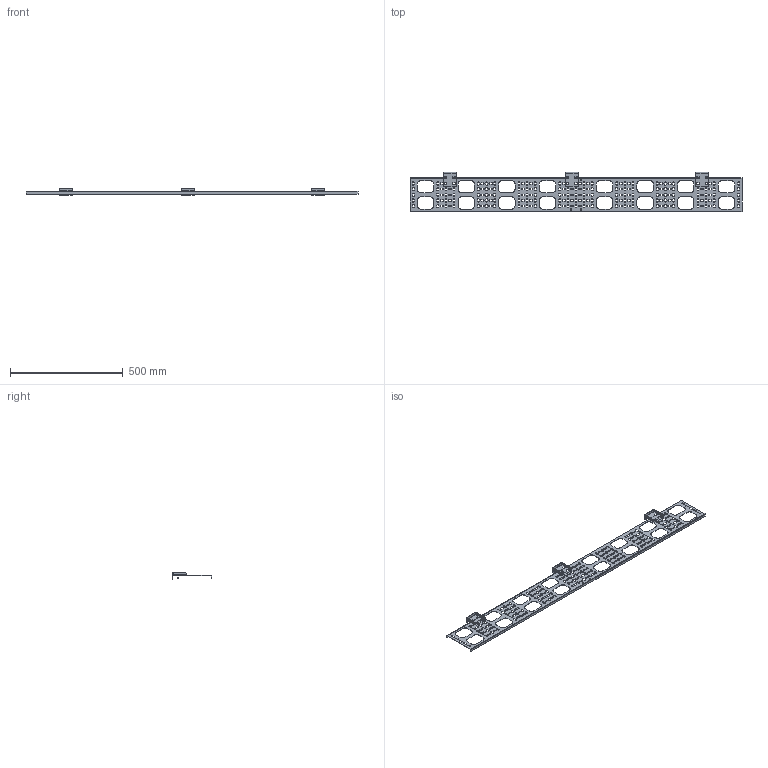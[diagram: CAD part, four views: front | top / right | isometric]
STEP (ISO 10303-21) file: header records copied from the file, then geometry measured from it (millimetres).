
FILE_DESCRIPTION (( 'STEP AP214' ), '1' );
FILE_NAME ('CO05-15033-R_.STEP', '2022-10-13T16:04:27', ( '' ), ( '' ), 'SwSTEP 2.0', 'SolidWorks 2022', '' );
FILE_SCHEMA (( 'AUTOMOTIVE_DESIGN' ));
Length unit declared in the file: millimetre
Products named in the file (3): АГИЕ 278.06.102 Кронштейн органайзера_Черный; CO05-15033-R_; АГИЕ 278.06.201 Органайзер вертикальный 150_-00 33U черная
Assembly tree (4 placements, depth 2):
  CO05-15033-R_
    АГИЕ 278.06.201 Органайзер вертикальный 150_-00 33U черная
    АГИЕ 278.06.102 Кронштейн органайзера_Черный  x3
Bounding box: 1469.65 x 175 x 30 mm (x, y, z)
Volume: 230405.2 mm3; surface area: 403808 mm2
Topology: 4 solids, 4 shells, 1268 faces, 3668 edges, 2408 vertices
Faces by surface type: plane 660, cylinder 608
Entity records: 38914 total; most frequent: DIRECTION 6754, CARTESIAN_POINT 6659, ORIENTED_EDGE 6648, EDGE_CURVE 3324, AXIS2_PLACEMENT_3D 2295, VERTEX_POINT 2200, VECTOR 2164, LINE 2164
